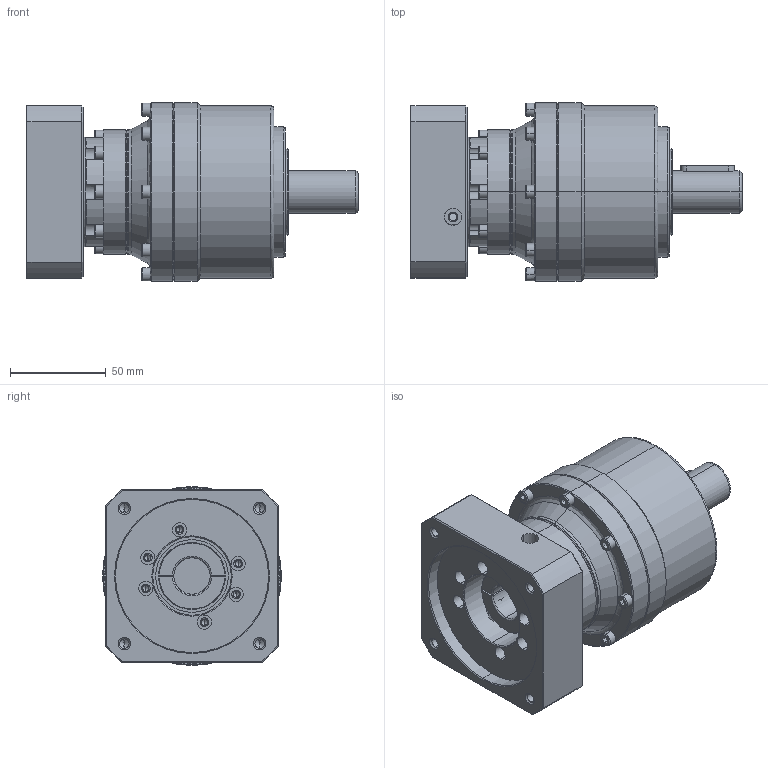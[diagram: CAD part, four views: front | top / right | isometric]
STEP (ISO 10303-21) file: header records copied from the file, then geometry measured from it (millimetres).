
FILE_DESCRIPTION (( 'STEP AP214' ), '1' );
FILE_NAME ('PE090-L2-19-80-100M6.STEP', '2024-01-06T03:43:19', ( 'admin' ), ( '' ), 'SwSTEP 2.0', 'SolidWorks 2013', '' );
FILE_SCHEMA (( 'AUTOMOTIVE_DESIGN' ));
Length unit declared in the file: millimetre
Products named in the file (4): PE090-L2-19-80-100M6; PB090-L2_X2_58F34F537AEF_X0_-19; PB060-80-100M6; PE090_X2_8F9351FA7AEF_X0_
Assembly tree (3 placements, depth 2):
  PE090-L2-19-80-100M6
    PB090-L2_X2_58F34F537AEF_X0_-19
    PB060-80-100M6
    PE090_X2_8F9351FA7AEF_X0_
Bounding box: 173.5 x 93.5 x 93.5 mm (x, y, z)
Volume: 737868.2 mm3; surface area: 100189.1 mm2
Topology: 3 solids, 3 shells, 591 faces, 1436 edges, 863 vertices
Faces by surface type: cylinder 213, plane 195, cone 136, bspline 47
Entity records: 24935 total; most frequent: CARTESIAN_POINT 4710, DIRECTION 2933, ORIENTED_EDGE 2748, EDGE_CURVE 1374, AXIS2_PLACEMENT_3D 1132, VERTEX_POINT 863, EDGE_LOOP 695, VECTOR 669
